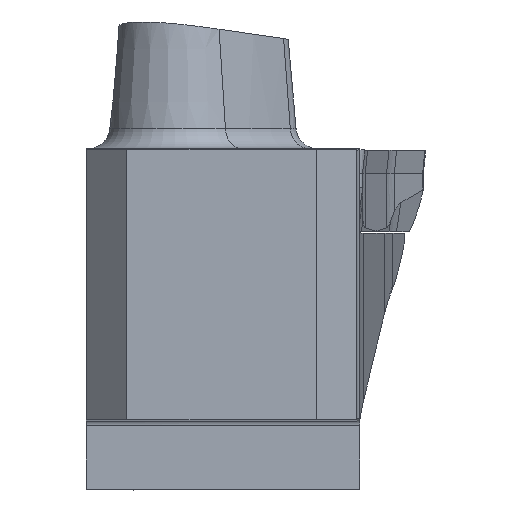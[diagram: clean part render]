
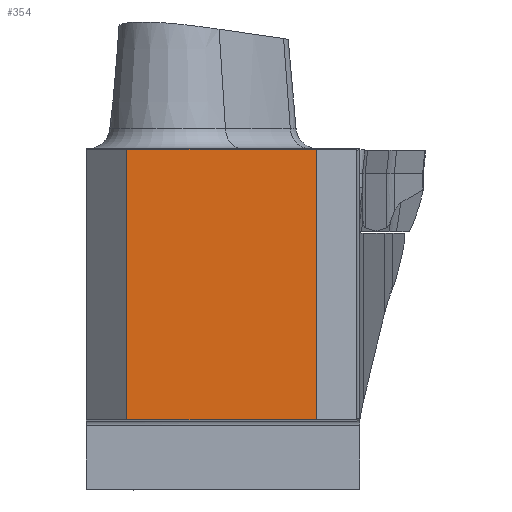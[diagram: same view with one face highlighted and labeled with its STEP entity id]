
A CAD part, top view. The second image highlights one B-rep face of the part: STEP entity #354.
In plain terms, the highlighted planar face has unit normal (0, 0, 1).
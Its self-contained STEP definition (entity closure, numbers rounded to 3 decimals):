
#354=ADVANCED_FACE('CU_BACK_SU1',(#517),#458,.F.);
#458=PLANE('',#2360);
#517=FACE_OUTER_BOUND('',#634,.T.);
#634=EDGE_LOOP('',(#1181,#1182,#1183,#1184));
#784=LINE('',#3251,#945);
#785=LINE('',#3254,#946);
#786=LINE('',#3256,#947);
#787=LINE('',#3258,#948);
#945=VECTOR('',#2644,1.);
#946=VECTOR('',#2645,1.);
#947=VECTOR('',#2646,1.);
#948=VECTOR('',#2647,1.);
#1181=ORIENTED_EDGE('',*,*,#2004,.F.);
#1182=ORIENTED_EDGE('',*,*,#2005,.F.);
#1183=ORIENTED_EDGE('',*,*,#2006,.T.);
#1184=ORIENTED_EDGE('',*,*,#2007,.T.);
#1771=VERTEX_POINT('',#3252);
#1772=VERTEX_POINT('',#3253);
#1773=VERTEX_POINT('',#3255);
#1774=VERTEX_POINT('',#3257);
#2004=EDGE_CURVE('',#1771,#1772,#784,.T.);
#2005=EDGE_CURVE('',#1773,#1771,#785,.T.);
#2006=EDGE_CURVE('',#1773,#1774,#786,.T.);
#2007=EDGE_CURVE('',#1774,#1772,#787,.T.);
#2360=AXIS2_PLACEMENT_3D('',#3259,#2648,#2649);
#2644=DIRECTION('',(0.,-1.,0.));
#2645=DIRECTION('',(1.,0.,0.));
#2646=DIRECTION('',(0.,-1.,0.));
#2647=DIRECTION('',(1.,0.,0.));
#2648=DIRECTION('',(0.,0.,-1.));
#2649=DIRECTION('',(1.,0.,0.));
#3251=CARTESIAN_POINT('',(16.925,0.,0.));
#3252=CARTESIAN_POINT('',(16.925,19.925,0.));
#3253=CARTESIAN_POINT('',(16.925,0.,0.));
#3254=CARTESIAN_POINT('',(110.,19.925,0.));
#3255=CARTESIAN_POINT('',(3.,19.925,0.));
#3256=CARTESIAN_POINT('',(3.,0.,0.));
#3257=CARTESIAN_POINT('',(3.,0.,0.));
#3258=CARTESIAN_POINT('',(110.,0.,0.));
#3259=CARTESIAN_POINT('',(-17.496,34.925,0.));
